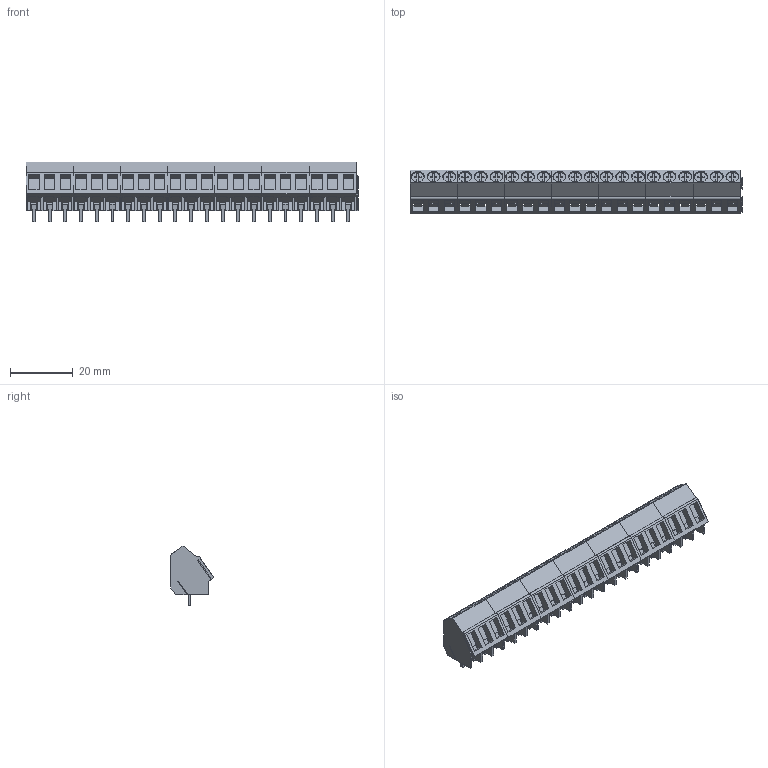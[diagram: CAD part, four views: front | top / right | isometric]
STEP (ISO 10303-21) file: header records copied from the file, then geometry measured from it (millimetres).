
FILE_DESCRIPTION(('CATIA V5 STEP Exchange','CAx-IF Rec.Pracs.--- Model Styling and Organization---1.2---2011-12-15'),'2;1');
FILE_NAME ('D1449948_0_1234010000_1234010000.stp','2018-03-31T05:24:10+00:00',('none'),('Weidmueller'),'CATIA Version 5-6 Release 2014','CATIA V5 STEP AP214','none');
FILE_SCHEMA(('AUTOMOTIVE_DESIGN { 1 0 10303 214 1 1 1 1 }'));
Products named in the file (1): 1234010000
Bounding box: 105.55 x 13.9 x 19 mm (x, y, z)
Volume: 12144.3 mm3; surface area: 14870.4 mm2
Topology: 49 solids, 49 shells, 1792 faces, 4935 edges, 3262 vertices
Faces by surface type: plane 1659, cylinder 133
Entity records: 53536 total; most frequent: ORIENTED_EDGE 9870, CARTESIAN_POINT 9822, DIRECTION 7515, EDGE_CURVE 4935, VECTOR 4585, LINE 4585, VERTEX_POINT 3262, EDGE_LOOP 1855
